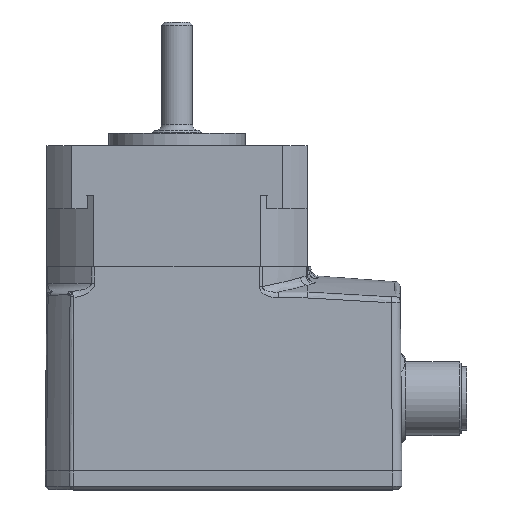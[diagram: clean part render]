
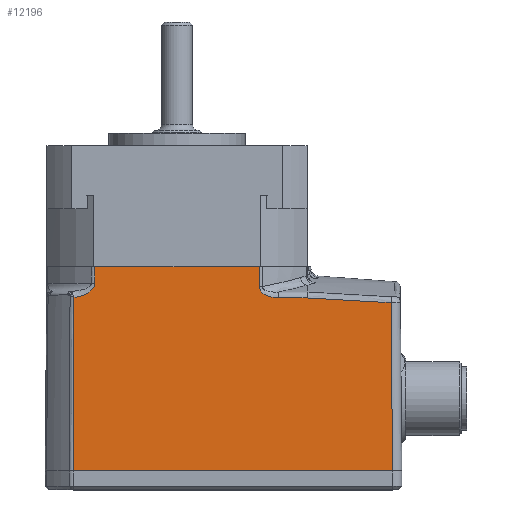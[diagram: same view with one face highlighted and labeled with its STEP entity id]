
A CAD part, top view. The second image highlights one B-rep face of the part: STEP entity #12196.
In plain terms, the highlighted planar face has unit normal (0, 0.009, 1).
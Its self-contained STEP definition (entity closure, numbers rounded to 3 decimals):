
#103 = ORIENTED_EDGE ( 'NONE', *, *, #6258, .T. ) ;
#327 = ORIENTED_EDGE ( 'NONE', *, *, #4085, .T. ) ;
#405 = VERTEX_POINT ( 'NONE', #16632 ) ;
#813 = CARTESIAN_POINT ( 'NONE',  ( -13.323, -3.074, 21.027 ) ) ;
#1087 = LINE ( 'NONE', #2478, #9714 ) ;
#1898 = CARTESIAN_POINT ( 'NONE',  ( 16.025, -5.076, 21.044 ) ) ;
#2021 = EDGE_CURVE ( 'NONE', #9711, #6014, #17157, .T. ) ;
#2173 = B_SPLINE_CURVE_WITH_KNOTS ( 'NONE', 3,
 ( #14178, #7481, #12849, #813, #6150, #11525, #16897, #10203, #15600, #14253, #12932, #9521, #3961, #8094, #8187, #11960 ),
 .UNSPECIFIED., .F., .F.,
 ( 4, 2, 2, 2, 2, 2, 2, 4 ),
 ( 0., 0., 0.001, 0.001, 0.002, 0.002, 0.003, 0.004 ),
 .UNSPECIFIED. ) ;
#2346 = ORIENTED_EDGE ( 'NONE', *, *, #2021, .T. ) ;
#2415 = EDGE_CURVE ( 'NONE', #12239, #8156, #14469, .T. ) ;
#2478 = CARTESIAN_POINT ( 'NONE',  ( 36., -33., 21.288 ) ) ;
#2529 = FACE_OUTER_BOUND ( 'NONE', #10306, .T. ) ;
#2561 = CARTESIAN_POINT ( 'NONE',  ( 15.363, -5.076, 21.044 ) ) ;
#2618 = CARTESIAN_POINT ( 'NONE',  ( -13.267, 0., 21. ) ) ;
#2701 = PLANE ( 'NONE',  #3249 ) ;
#2821 = CARTESIAN_POINT ( 'NONE',  ( -16.717, -33., 21.288 ) ) ;
#3249 = AXIS2_PLACEMENT_3D ( 'NONE', #14590, #15996, #3926 ) ;
#3305 = CARTESIAN_POINT ( 'NONE',  ( 15.7, -5.048, 21.044 ) ) ;
#3464 = VERTEX_POINT ( 'NONE', #7788 ) ;
#3505 = CARTESIAN_POINT ( 'NONE',  ( 13.275, -3.229, 21.028 ) ) ;
#3663 = VECTOR ( 'NONE', #15211, 1000. ) ;
#3801 = EDGE_CURVE ( 'NONE', #6014, #405, #5240, .T. ) ;
#3926 = DIRECTION ( 'NONE',  ( 0., 1., -0.009 ) ) ;
#3961 = CARTESIAN_POINT ( 'NONE',  ( -15.202, -4.685, 21.041 ) ) ;
#3972 = CARTESIAN_POINT ( 'NONE',  ( 34.551, -5.846, 21.051 ) ) ;
#3981 = CARTESIAN_POINT ( 'NONE',  ( -16.717, -33., 21.288 ) ) ;
#4085 = EDGE_CURVE ( 'NONE', #405, #12654, #12585, .T. ) ;
#4696 = CARTESIAN_POINT ( 'NONE',  ( 13.275, -3.397, 21.03 ) ) ;
#5017 = ORIENTED_EDGE ( 'NONE', *, *, #2415, .T. ) ;
#5240 = B_SPLINE_CURVE_WITH_KNOTS ( 'NONE', 3,
 ( #16016, #11591, #10280, #13003 ),
 .UNSPECIFIED., .F., .F.,
 ( 4, 4 ),
 ( 0., 0.003 ),
 .UNSPECIFIED. ) ;
#5470 = VECTOR ( 'NONE', #7733, 1000. ) ;
#5837 = CARTESIAN_POINT ( 'NONE',  ( 13.275, -3.229, 21.028 ) ) ;
#6014 = VERTEX_POINT ( 'NONE', #3505 ) ;
#6150 = CARTESIAN_POINT ( 'NONE',  ( -13.353, -3.162, 21.028 ) ) ;
#6205 = EDGE_CURVE ( 'NONE', #17372, #8156, #1087, .T. ) ;
#6258 = EDGE_CURVE ( 'NONE', #7677, #14809, #16079, .T. ) ;
#6346 = CARTESIAN_POINT ( 'NONE',  ( 21., -5.076, 21.044 ) ) ;
#6403 = ORIENTED_EDGE ( 'NONE', *, *, #12214, .T. ) ;
#6757 = CARTESIAN_POINT ( 'NONE',  ( -16.629, -4.974, 21.043 ) ) ;
#6987 = CARTESIAN_POINT ( 'NONE',  ( 13.437, -3.868, 21.034 ) ) ;
#7220 = DIRECTION ( 'NONE',  ( -1., 0., 0. ) ) ;
#7481 = CARTESIAN_POINT ( 'NONE',  ( -13.274, -2.804, 21.024 ) ) ;
#7677 = VERTEX_POINT ( 'NONE', #17277 ) ;
#7733 = DIRECTION ( 'NONE',  ( -1., 0., 0. ) ) ;
#7788 = CARTESIAN_POINT ( 'NONE',  ( -13.274, -2.711, 21.024 ) ) ;
#7901 = CARTESIAN_POINT ( 'NONE',  ( 21., -5.076, 21.044 ) ) ;
#7977 = CARTESIAN_POINT ( 'NONE',  ( -13.269, -0.904, 21.008 ) ) ;
#8094 = CARTESIAN_POINT ( 'NONE',  ( -15.908, -4.883, 21.043 ) ) ;
#8156 = VERTEX_POINT ( 'NONE', #3981 ) ;
#8187 = CARTESIAN_POINT ( 'NONE',  ( -16.266, -4.946, 21.043 ) ) ;
#8211 = ORIENTED_EDGE ( 'NONE', *, *, #11341, .T. ) ;
#8571 = CARTESIAN_POINT ( 'NONE',  ( 13.53, -4.009, 21.035 ) ) ;
#8810 = EDGE_CURVE ( 'NONE', #3464, #12239, #2173, .T. ) ;
#9440 = EDGE_CURVE ( 'NONE', #17372, #7677, #11132, .T. ) ;
#9521 = CARTESIAN_POINT ( 'NONE',  ( -14.864, -4.553, 21.04 ) ) ;
#9711 = VERTEX_POINT ( 'NONE', #16674 ) ;
#9714 = VECTOR ( 'NONE', #15863, 1000. ) ;
#9733 = ORIENTED_EDGE ( 'NONE', *, *, #9440, .T. ) ;
#9976 = CARTESIAN_POINT ( 'NONE',  ( 14.748, -4.824, 21.042 ) ) ;
#10203 = CARTESIAN_POINT ( 'NONE',  ( -13.805, -3.847, 21.034 ) ) ;
#10280 = CARTESIAN_POINT ( 'NONE',  ( 13.269, -1.076, 21.009 ) ) ;
#10306 = EDGE_LOOP ( 'NONE', ( #327, #6403, #14516, #5017, #12330, #9733, #103, #8211, #2346, #17124 ) ) ;
#10391 = CARTESIAN_POINT ( 'NONE',  ( 25.532, -5.076, 21.044 ) ) ;
#11132 = LINE ( 'NONE', #12714, #3663 ) ;
#11290 = CARTESIAN_POINT ( 'NONE',  ( 15.22, -4.957, 21.043 ) ) ;
#11341 = EDGE_CURVE ( 'NONE', #14809, #9711, #13008, .T. ) ;
#11525 = CARTESIAN_POINT ( 'NONE',  ( -13.462, -3.415, 21.03 ) ) ;
#11591 = CARTESIAN_POINT ( 'NONE',  ( 13.272, -2.153, 21.019 ) ) ;
#11696 = CARTESIAN_POINT ( 'NONE',  ( 30.049, -5.333, 21.047 ) ) ;
#11756 = B_SPLINE_CURVE_WITH_KNOTS ( 'NONE', 3,
 ( #2618, #7977, #13519, #15909 ),
 .UNSPECIFIED., .F., .F.,
 ( 4, 4 ),
 ( 0., 0.003 ),
 .UNSPECIFIED. ) ;
#11960 = CARTESIAN_POINT ( 'NONE',  ( -16.629, -4.974, 21.043 ) ) ;
#12128 = CARTESIAN_POINT ( 'NONE',  ( -16.658, -14.316, 21.125 ) ) ;
#12196 = ADVANCED_FACE ( 'NONE', ( #2529 ), #2701, .T. ) ;
#12214 = EDGE_CURVE ( 'NONE', #12654, #3464, #11756, .T. ) ;
#12239 = VERTEX_POINT ( 'NONE', #16415 ) ;
#12330 = ORIENTED_EDGE ( 'NONE', *, *, #6205, .F. ) ;
#12458 = VECTOR ( 'NONE', #7220, 1000. ) ;
#12585 = LINE ( 'NONE', #15339, #12458 ) ;
#12603 = CARTESIAN_POINT ( 'NONE',  ( 16.355, -5.076, 21.044 ) ) ;
#12654 = VERTEX_POINT ( 'NONE', #15207 ) ;
#12714 = CARTESIAN_POINT ( 'NONE',  ( 34.5, -0.013, 21. ) ) ;
#12849 = CARTESIAN_POINT ( 'NONE',  ( -13.284, -2.895, 21.025 ) ) ;
#12932 = CARTESIAN_POINT ( 'NONE',  ( -14.385, -4.291, 21.037 ) ) ;
#13003 = CARTESIAN_POINT ( 'NONE',  ( 13.267, 0., 21. ) ) ;
#13008 = LINE ( 'NONE', #2561, #5470 ) ;
#13519 = CARTESIAN_POINT ( 'NONE',  ( -13.271, -1.808, 21.016 ) ) ;
#14178 = CARTESIAN_POINT ( 'NONE',  ( -13.274, -2.711, 21.024 ) ) ;
#14253 = CARTESIAN_POINT ( 'NONE',  ( -14.229, -4.192, 21.037 ) ) ;
#14469 = B_SPLINE_CURVE_WITH_KNOTS ( 'NONE', 3,
 ( #6757, #12128, #15047, #2821 ),
 .UNSPECIFIED., .F., .F.,
 ( 4, 4 ),
 ( 0., 0.028 ),
 .UNSPECIFIED. ) ;
#14516 = ORIENTED_EDGE ( 'NONE', *, *, #8810, .T. ) ;
#14590 = CARTESIAN_POINT ( 'NONE',  ( 36., 0., 21. ) ) ;
#14809 = VERTEX_POINT ( 'NONE', #7901 ) ;
#15047 = CARTESIAN_POINT ( 'NONE',  ( -16.688, -23.658, 21.206 ) ) ;
#15097 = CARTESIAN_POINT ( 'NONE',  ( 15.062, -4.919, 21.043 ) ) ;
#15207 = CARTESIAN_POINT ( 'NONE',  ( -13.267, 0., 21. ) ) ;
#15211 = DIRECTION ( 'NONE',  ( -0.009, 1., -0.009 ) ) ;
#15274 = CARTESIAN_POINT ( 'NONE',  ( 14.142, -4.559, 21.04 ) ) ;
#15339 = CARTESIAN_POINT ( 'NONE',  ( 36., 0., 21. ) ) ;
#15367 = CARTESIAN_POINT ( 'NONE',  ( 13.858, -4.376, 21.038 ) ) ;
#15600 = CARTESIAN_POINT ( 'NONE',  ( -13.939, -3.97, 21.035 ) ) ;
#15631 = CARTESIAN_POINT ( 'NONE',  ( 34.788, -33., 21.288 ) ) ;
#15863 = DIRECTION ( 'NONE',  ( -1., 0., 0. ) ) ;
#15909 = CARTESIAN_POINT ( 'NONE',  ( -13.274, -2.711, 21.024 ) ) ;
#15996 = DIRECTION ( 'NONE',  ( 0., 0.009, 1. ) ) ;
#16016 = CARTESIAN_POINT ( 'NONE',  ( 13.275, -3.229, 21.028 ) ) ;
#16079 = B_SPLINE_CURVE_WITH_KNOTS ( 'NONE', 3,
 ( #3972, #11696, #10391, #6346 ),
 .UNSPECIFIED., .F., .F.,
 ( 4, 4 ),
 ( 0., 0.014 ),
 .UNSPECIFIED. ) ;
#16415 = CARTESIAN_POINT ( 'NONE',  ( -16.629, -4.974, 21.043 ) ) ;
#16632 = CARTESIAN_POINT ( 'NONE',  ( 13.267, 0., 21. ) ) ;
#16659 = CARTESIAN_POINT ( 'NONE',  ( 14.592, -4.766, 21.042 ) ) ;
#16674 = CARTESIAN_POINT ( 'NONE',  ( 16.355, -5.076, 21.044 ) ) ;
#16747 = CARTESIAN_POINT ( 'NONE',  ( 13.31, -3.563, 21.031 ) ) ;
#16897 = CARTESIAN_POINT ( 'NONE',  ( -13.565, -3.569, 21.031 ) ) ;
#17124 = ORIENTED_EDGE ( 'NONE', *, *, #3801, .T. ) ;
#17157 = B_SPLINE_CURVE_WITH_KNOTS ( 'NONE', 3,
 ( #12603, #1898, #3305, #11290, #15097, #9976, #16659, #15274, #15367, #8571, #6987, #16747, #4696, #5837 ),
 .UNSPECIFIED., .F., .F.,
 ( 4, 2, 2, 2, 2, 2, 4 ),
 ( 0., 0.001, 0.001, 0.002, 0.003, 0.003, 0.004 ),
 .UNSPECIFIED. ) ;
#17277 = CARTESIAN_POINT ( 'NONE',  ( 34.551, -5.846, 21.051 ) ) ;
#17372 = VERTEX_POINT ( 'NONE', #15631 ) ;
